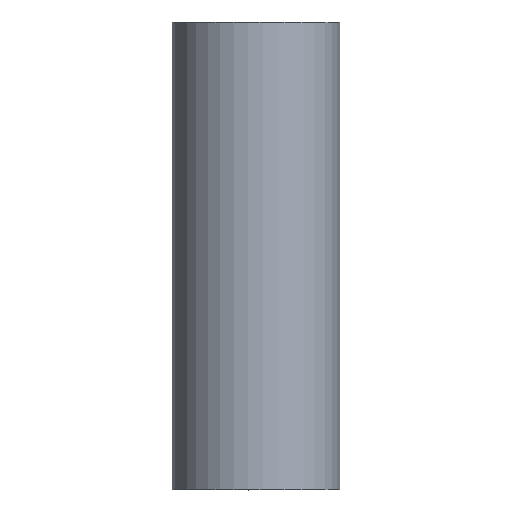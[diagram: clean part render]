
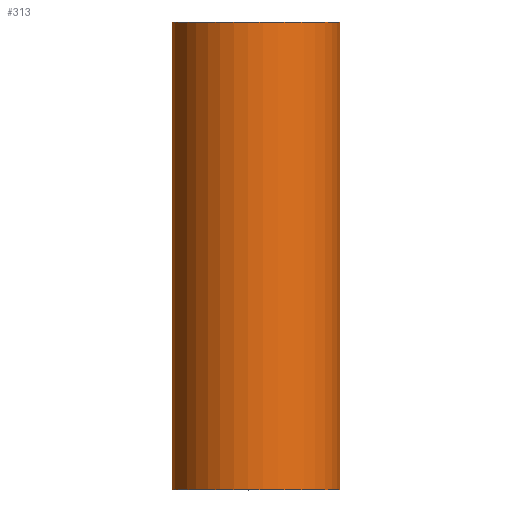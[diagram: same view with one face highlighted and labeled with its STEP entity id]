
A CAD part, top view. The second image highlights one B-rep face of the part: STEP entity #313.
In plain terms, the highlighted cylindrical face has radius 9 mm (diameter 18 mm), a partial arc.
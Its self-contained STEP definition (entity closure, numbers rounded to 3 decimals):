
#2 = EDGE_LOOP ( 'NONE', ( #282, #90, #209, #331 ) ) ;
#6 = DIRECTION ( 'NONE',  ( 0., 1., 0. ) ) ;
#11 = EDGE_CURVE ( 'NONE', #258, #262, #221, .T. ) ;
#26 = AXIS2_PLACEMENT_3D ( 'NONE', #43, #202, #101 ) ;
#43 = CARTESIAN_POINT ( 'NONE',  ( 6.873, -381.215, 1.096 ) ) ;
#45 = EDGE_CURVE ( 'NONE', #272, #258, #138, .T. ) ;
#65 = DIRECTION ( 'NONE',  ( 0., 1., 0. ) ) ;
#75 = DIRECTION ( 'NONE',  ( 0.996, 0., -0.085 ) ) ;
#78 = EDGE_CURVE ( 'NONE', #272, #237, #125, .T. ) ;
#83 = EDGE_CURVE ( 'NONE', #237, #262, #327, .T. ) ;
#90 = ORIENTED_EDGE ( 'NONE', *, *, #78, .T. ) ;
#101 = DIRECTION ( 'NONE',  ( 0.996, 0., -0.085 ) ) ;
#106 = CARTESIAN_POINT ( 'NONE',  ( -2.095, -431.215, 1.862 ) ) ;
#108 = VECTOR ( 'NONE', #6, 1000. ) ;
#125 = LINE ( 'NONE', #323, #224 ) ;
#138 = CIRCLE ( 'NONE', #321, 9. ) ;
#144 = FACE_OUTER_BOUND ( 'NONE', #2, .T. ) ;
#163 = CARTESIAN_POINT ( 'NONE',  ( -2.095, -381.215, 1.862 ) ) ;
#173 = CARTESIAN_POINT ( 'NONE',  ( 6.873, -431.215, 1.096 ) ) ;
#198 = CARTESIAN_POINT ( 'NONE',  ( -2.095, -431.215, 1.862 ) ) ;
#202 = DIRECTION ( 'NONE',  ( 0., -1., 0. ) ) ;
#208 = AXIS2_PLACEMENT_3D ( 'NONE', #315, #65, #240 ) ;
#209 = ORIENTED_EDGE ( 'NONE', *, *, #83, .T. ) ;
#211 = CARTESIAN_POINT ( 'NONE',  ( 15.84, -381.215, 0.329 ) ) ;
#221 = LINE ( 'NONE', #198, #108 ) ;
#224 = VECTOR ( 'NONE', #301, 1000. ) ;
#226 = CARTESIAN_POINT ( 'NONE',  ( 15.84, -431.215, 0.329 ) ) ;
#237 = VERTEX_POINT ( 'NONE', #211 ) ;
#240 = DIRECTION ( 'NONE',  ( -0.996, 0., 0.085 ) ) ;
#258 = VERTEX_POINT ( 'NONE', #106 ) ;
#262 = VERTEX_POINT ( 'NONE', #163 ) ;
#272 = VERTEX_POINT ( 'NONE', #226 ) ;
#276 = DIRECTION ( 'NONE',  ( 0., -1., 0. ) ) ;
#282 = ORIENTED_EDGE ( 'NONE', *, *, #45, .F. ) ;
#301 = DIRECTION ( 'NONE',  ( 0., 1., 0. ) ) ;
#313 = ADVANCED_FACE ( 'NONE', ( #144 ), #317, .T. ) ;
#315 = CARTESIAN_POINT ( 'NONE',  ( 6.873, -431.215, 1.096 ) ) ;
#317 = CYLINDRICAL_SURFACE ( 'NONE', #208, 9. ) ;
#321 = AXIS2_PLACEMENT_3D ( 'NONE', #173, #276, #75 ) ;
#323 = CARTESIAN_POINT ( 'NONE',  ( 15.84, -431.215, 0.329 ) ) ;
#327 = CIRCLE ( 'NONE', #26, 9. ) ;
#331 = ORIENTED_EDGE ( 'NONE', *, *, #11, .F. ) ;
